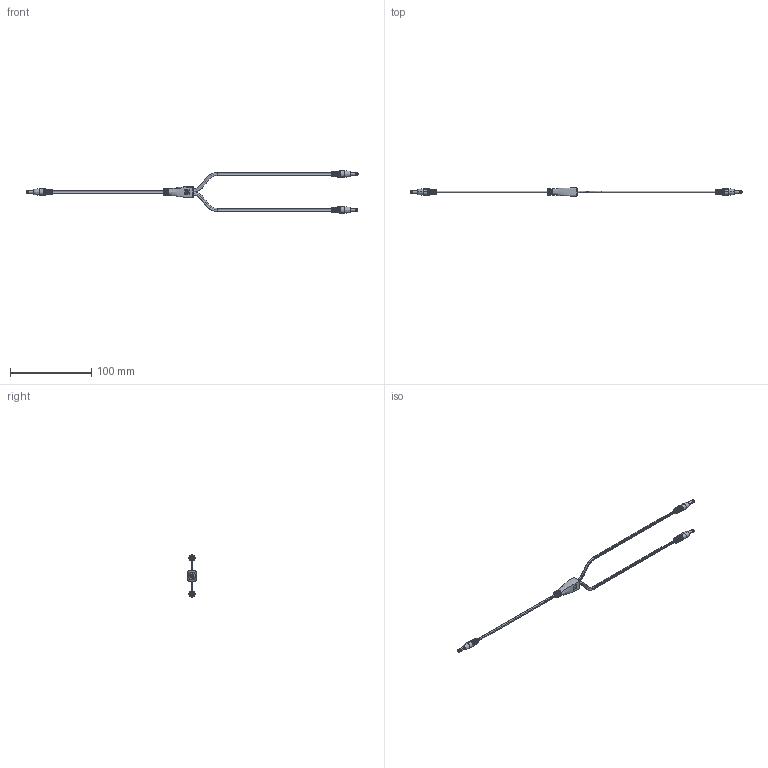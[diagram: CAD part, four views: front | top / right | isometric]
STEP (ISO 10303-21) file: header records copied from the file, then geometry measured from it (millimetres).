
FILE_DESCRIPTION (( 'STEP AP203' ), '1' );
FILE_NAME ('10-02755_revA.STEP', '2018-04-17T17:39:24', ( '' ), ( '' ), 'SwSTEP 2.0', 'SolidWorks 2015', '' );
FILE_SCHEMA (( 'CONFIG_CONTROL_DESIGN' ));
Length unit declared in the file: millimetre
Products named in the file (9): 10-02755_revA; 50-00056 pin; 50-00056 shell; 24-00002_default; 50-00056 insulator; 50-00056; 50-00056 insulator block; 30-00003_blunt cut; 24-00195_30-00003
Assembly tree (14 placements, depth 3):
  10-02755_revA
    30-00003_blunt cut  x3
    24-00195_30-00003
    24-00002_default  x3
    50-00056  x3
      50-00056 insulator block
      50-00056 insulator
      50-00056 pin
      50-00056 shell
Bounding box: 408.12 x 10 x 51.8 mm (x, y, z)
Volume: 8632.4 mm3; surface area: 23364.1 mm2
Topology: 116 solids, 116 shells, 1839 faces, 4243 edges, 2678 vertices
Faces by surface type: plane 717, cylinder 598, bspline 339, cone 117, torus 68
Entity records: 27368 total; most frequent: CARTESIAN_POINT 11538, ORIENTED_EDGE 3142, DIRECTION 2847, EDGE_CURVE 1571, AXIS2_PLACEMENT_3D 1152, VERTEX_POINT 998, EDGE_LOOP 767, ADVANCED_FACE 683
